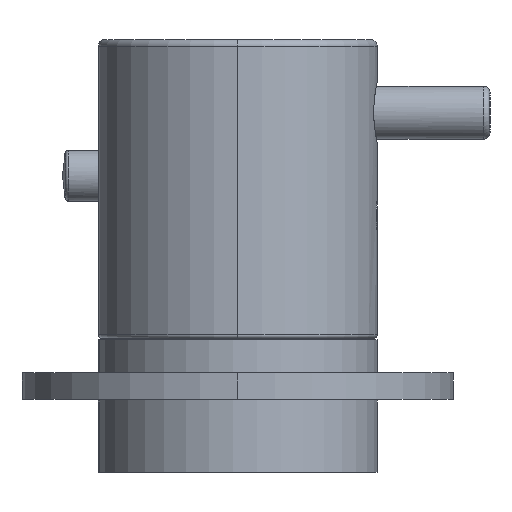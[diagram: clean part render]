
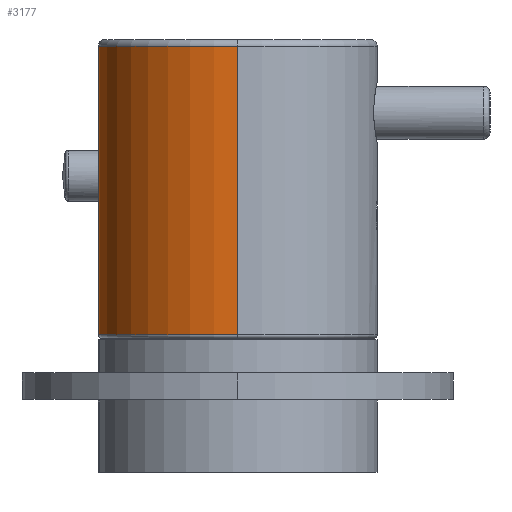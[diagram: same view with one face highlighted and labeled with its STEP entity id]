
A CAD part, left-side view. The second image highlights one B-rep face of the part: STEP entity #3177.
In plain terms, the highlighted cylindrical face has radius 21 mm (diameter 42 mm), a partial arc.
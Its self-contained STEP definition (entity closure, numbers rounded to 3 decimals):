
#83 = CARTESIAN_POINT ( 'NONE',  ( -21., 0., 45. ) ) ;
#213 = FACE_OUTER_BOUND ( 'NONE', #1731, .T. ) ;
#259 = VERTEX_POINT ( 'NONE', #1357 ) ;
#331 = LINE ( 'NONE', #83, #963 ) ;
#419 = AXIS2_PLACEMENT_3D ( 'NONE', #2352, #511, #3424 ) ;
#474 = EDGE_CURVE ( 'NONE', #1131, #704, #586, .T. ) ;
#511 = DIRECTION ( 'NONE',  ( 0., 0., 1. ) ) ;
#586 = CIRCLE ( 'NONE', #419, 21. ) ;
#704 = VERTEX_POINT ( 'NONE', #1763 ) ;
#816 = CARTESIAN_POINT ( 'NONE',  ( 21., 0., 45. ) ) ;
#963 = VECTOR ( 'NONE', #3370, 1000. ) ;
#1032 = DIRECTION ( 'NONE',  ( 1., 0., 0. ) ) ;
#1038 = EDGE_CURVE ( 'NONE', #1979, #1131, #2127, .T. ) ;
#1070 = ORIENTED_EDGE ( 'NONE', *, *, #2733, .F. ) ;
#1131 = VERTEX_POINT ( 'NONE', #1310 ) ;
#1150 = AXIS2_PLACEMENT_3D ( 'NONE', #1295, #1865, #1032 ) ;
#1295 = CARTESIAN_POINT ( 'NONE',  ( 0., 0., 44. ) ) ;
#1300 = DIRECTION ( 'NONE',  ( 0., 0., -1. ) ) ;
#1310 = CARTESIAN_POINT ( 'NONE',  ( 21., 0., 0.5 ) ) ;
#1357 = CARTESIAN_POINT ( 'NONE',  ( -21., 0., 44. ) ) ;
#1405 = ORIENTED_EDGE ( 'NONE', *, *, #1038, .T. ) ;
#1703 = ORIENTED_EDGE ( 'NONE', *, *, #2267, .T. ) ;
#1731 = EDGE_LOOP ( 'NONE', ( #1703, #1405, #1750, #1070 ) ) ;
#1750 = ORIENTED_EDGE ( 'NONE', *, *, #474, .T. ) ;
#1763 = CARTESIAN_POINT ( 'NONE',  ( -21., 0., 0.5 ) ) ;
#1865 = DIRECTION ( 'NONE',  ( 0., 0., -1. ) ) ;
#1979 = VERTEX_POINT ( 'NONE', #2974 ) ;
#2127 = LINE ( 'NONE', #816, #2411 ) ;
#2267 = EDGE_CURVE ( 'NONE', #259, #1979, #2850, .T. ) ;
#2351 = CYLINDRICAL_SURFACE ( 'NONE', #2406, 21. ) ;
#2352 = CARTESIAN_POINT ( 'NONE',  ( 0., 0., 0.5 ) ) ;
#2406 = AXIS2_PLACEMENT_3D ( 'NONE', #3404, #1300, #2867 ) ;
#2411 = VECTOR ( 'NONE', #2717, 1000. ) ;
#2717 = DIRECTION ( 'NONE',  ( 0., 0., -1. ) ) ;
#2733 = EDGE_CURVE ( 'NONE', #259, #704, #331, .T. ) ;
#2850 = CIRCLE ( 'NONE', #1150, 21. ) ;
#2867 = DIRECTION ( 'NONE',  ( -1., 0., 0. ) ) ;
#2974 = CARTESIAN_POINT ( 'NONE',  ( 21., 0., 44. ) ) ;
#3177 = ADVANCED_FACE ( 'NONE', ( #213 ), #2351, .T. ) ;
#3370 = DIRECTION ( 'NONE',  ( 0., 0., -1. ) ) ;
#3404 = CARTESIAN_POINT ( 'NONE',  ( 0., 0., 45. ) ) ;
#3424 = DIRECTION ( 'NONE',  ( 1., 0., 0. ) ) ;
